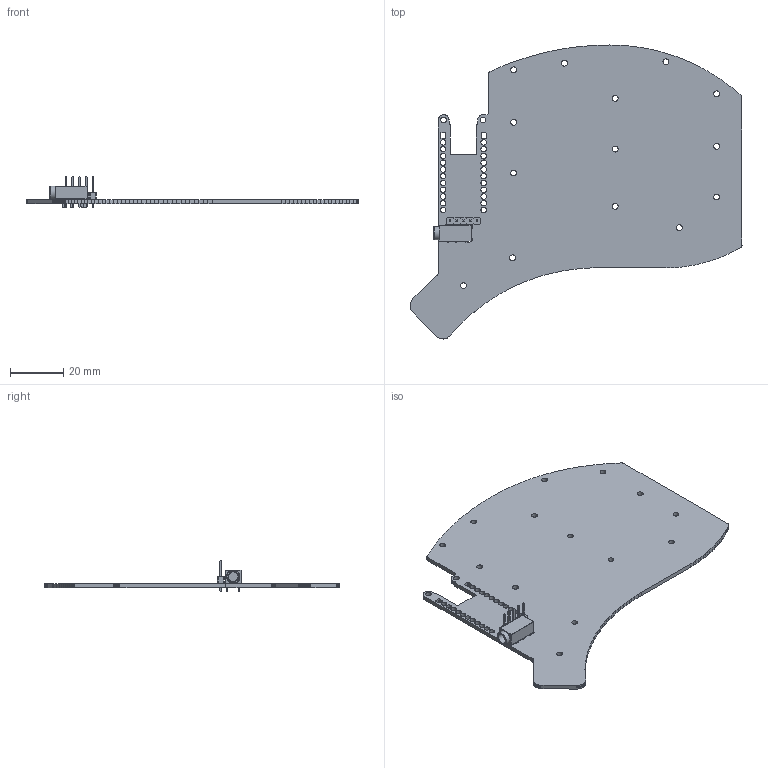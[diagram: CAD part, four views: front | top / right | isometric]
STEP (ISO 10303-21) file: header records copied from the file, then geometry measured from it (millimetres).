
FILE_DESCRIPTION(('KiCad electronic assembly'),'2;1');
FILE_NAME('bottom_plate.step','2023-10-04T20:02:41',('Pcbnew'),('Kicad') ,'Open CASCADE STEP processor 7.6','KiCad to STEP converter','Unknown' );
FILE_SCHEMA(('AUTOMOTIVE_DESIGN { 1 0 10303 214 1 1 1 1 }'));
Length unit declared in the file: millimetre
Products named in the file (6): bottom_plate 1; PinHeader_1x05_P2.54mm_Vertical; SOLID; PJ-320A; COMPOUND; bottom_plate PCB
Assembly tree (5 placements, depth 3):
  bottom_plate 1
    PinHeader_1x05_P2.54mm_Vertical
      SOLID
    PJ-320A
      COMPOUND
    bottom_plate PCB
Bounding box: 124.69 x 110.42 x 11.54 mm (x, y, z)
Volume: 14431.1 mm3; surface area: 19745.7 mm2
Topology: 7 solids, 7 shells, 716 faces, 2007 edges, 1314 vertices
Faces by surface type: plane 631, cylinder 69, bspline 8, sphere 4, torus 4
Full cylindrical faces by diameter (mm): 1 x2, 2.05 x27, 2.2 x16, 3.6 x1, 5 x1
Entity records: 51118 total; most frequent: CARTESIAN_POINT 9773, DIRECTION 7437, LINE 5680, VECTOR 5680, ORIENTED_EDGE 4006, PCURVE 4006, DEFINITIONAL_REPRESENTATION 4006, EDGE_CURVE 2003
